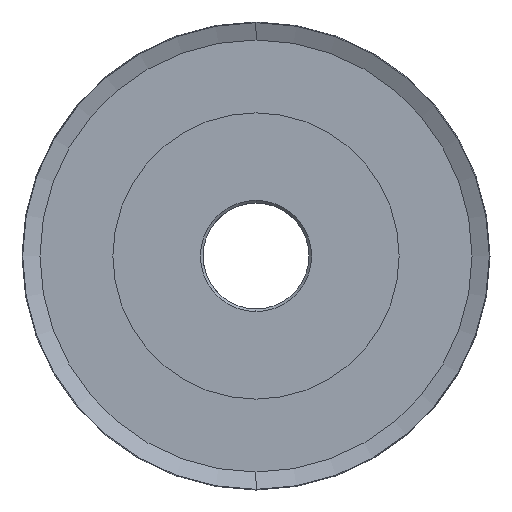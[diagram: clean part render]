
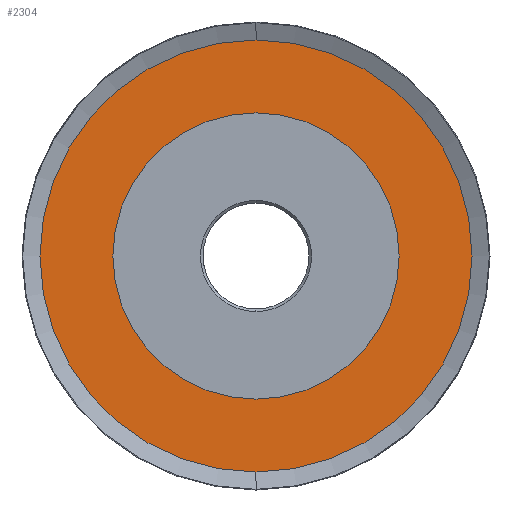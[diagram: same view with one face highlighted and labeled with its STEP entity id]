
A CAD part, left-side view. The second image highlights one B-rep face of the part: STEP entity #2304.
In plain terms, the highlighted planar face has unit normal (-1, 0, 0).
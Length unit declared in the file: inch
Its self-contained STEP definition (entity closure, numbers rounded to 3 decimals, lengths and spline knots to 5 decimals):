
#345 = AXIS2_PLACEMENT_3D ( 'NONE', #423, #9038, #1654 ) ;
#355 = DIRECTION ( 'NONE',  ( 0., 0., 1. ) ) ;
#423 = CARTESIAN_POINT ( 'NONE',  ( -0.31875, 0., 0. ) ) ;
#482 = CARTESIAN_POINT ( 'NONE',  ( -0.31875, 0., 0.51 ) ) ;
#1654 = DIRECTION ( 'NONE',  ( 0., 0., 1. ) ) ;
#1802 = DIRECTION ( 'NONE',  ( -1., 0., 0. ) ) ;
#2304 = ADVANCED_FACE ( 'NONE', ( #3848, #13310 ), #2767, .T. ) ;
#2756 = VERTEX_POINT ( 'NONE', #482 ) ;
#2767 = PLANE ( 'NONE',  #13767 ) ;
#3009 = AXIS2_PLACEMENT_3D ( 'NONE', #9194, #1802, #10424 ) ;
#3055 = CARTESIAN_POINT ( 'NONE',  ( -0.31875, 0., 0. ) ) ;
#3835 = EDGE_CURVE ( 'NONE', #14393, #2756, #4242, .T. ) ;
#3848 = FACE_OUTER_BOUND ( 'NONE', #8809, .T. ) ;
#4173 = EDGE_LOOP ( 'NONE', ( #14581, #6069 ) ) ;
#4242 = CIRCLE ( 'NONE', #13286, 0.51 ) ;
#4286 = DIRECTION ( 'NONE',  ( 0., 0., 1. ) ) ;
#5235 = CARTESIAN_POINT ( 'NONE',  ( -0.31875, 0.51, 0. ) ) ;
#5295 = CIRCLE ( 'NONE', #345, 0.338 ) ;
#5541 = ORIENTED_EDGE ( 'NONE', *, *, #3835, .T. ) ;
#6069 = ORIENTED_EDGE ( 'NONE', *, *, #9273, .F. ) ;
#6473 = CARTESIAN_POINT ( 'NONE',  ( -0.31875, 0., 0.338 ) ) ;
#7232 = CARTESIAN_POINT ( 'NONE',  ( -0.31875, 0., 0. ) ) ;
#7711 = DIRECTION ( 'NONE',  ( -1., 0., 0. ) ) ;
#8488 = DIRECTION ( 'NONE',  ( 0., 0., 1. ) ) ;
#8809 = EDGE_LOOP ( 'NONE', ( #12786, #5541 ) ) ;
#9038 = DIRECTION ( 'NONE',  ( -1., 0., 0. ) ) ;
#9194 = CARTESIAN_POINT ( 'NONE',  ( -0.31875, 0., 0. ) ) ;
#9273 = EDGE_CURVE ( 'NONE', #10298, #10646, #5295, .T. ) ;
#9371 = EDGE_CURVE ( 'NONE', #2756, #14393, #12827, .T. ) ;
#9440 = AXIS2_PLACEMENT_3D ( 'NONE', #3055, #11697, #4286 ) ;
#9953 = CIRCLE ( 'NONE', #3009, 0.338 ) ;
#10298 = VERTEX_POINT ( 'NONE', #10814 ) ;
#10424 = DIRECTION ( 'NONE',  ( 0., 0., 1. ) ) ;
#10646 = VERTEX_POINT ( 'NONE', #6473 ) ;
#10814 = CARTESIAN_POINT ( 'NONE',  ( -0.31875, 0., -0.338 ) ) ;
#11697 = DIRECTION ( 'NONE',  ( -1., 0., 0. ) ) ;
#12161 = EDGE_CURVE ( 'NONE', #10646, #10298, #9953, .T. ) ;
#12786 = ORIENTED_EDGE ( 'NONE', *, *, #9371, .T. ) ;
#12827 = CIRCLE ( 'NONE', #9440, 0.51 ) ;
#13198 = CARTESIAN_POINT ( 'NONE',  ( -0.31875, 0., -0.51 ) ) ;
#13286 = AXIS2_PLACEMENT_3D ( 'NONE', #7232, #15874, #8488 ) ;
#13310 = FACE_BOUND ( 'NONE', #4173, .T. ) ;
#13767 = AXIS2_PLACEMENT_3D ( 'NONE', #5235, #7711, #355 ) ;
#14393 = VERTEX_POINT ( 'NONE', #13198 ) ;
#14581 = ORIENTED_EDGE ( 'NONE', *, *, #12161, .F. ) ;
#15874 = DIRECTION ( 'NONE',  ( -1., 0., 0. ) ) ;
